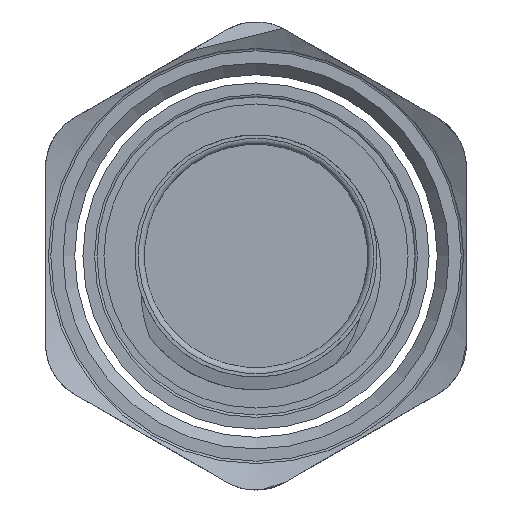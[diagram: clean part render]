
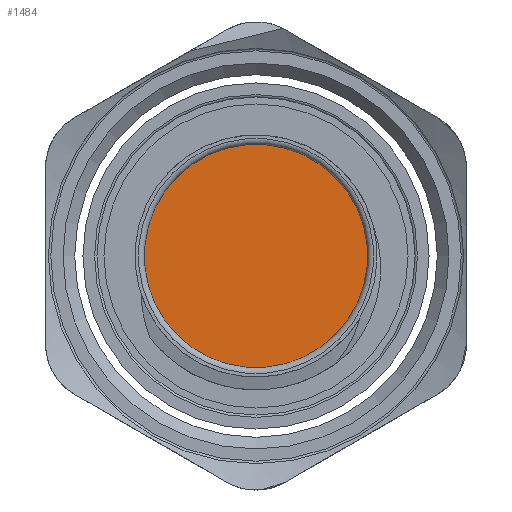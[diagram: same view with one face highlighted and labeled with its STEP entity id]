
A CAD part, front view. The second image highlights one B-rep face of the part: STEP entity #1484.
In plain terms, the highlighted planar face has unit normal (0, -1, 0).
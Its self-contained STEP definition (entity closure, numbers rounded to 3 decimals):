
#89=PLANE('',#1608);
#123=FACE_OUTER_BOUND('',#215,.T.);
#215=EDGE_LOOP('',(#937));
#377=CIRCLE('',#1609,9.55);
#569=VERTEX_POINT('',#2259);
#715=EDGE_CURVE('',#569,#569,#377,.T.);
#937=ORIENTED_EDGE('',*,*,#715,.F.);
#1484=ADVANCED_FACE('',(#123),#89,.T.);
#1608=AXIS2_PLACEMENT_3D('',#2258,#1780,#1781);
#1609=AXIS2_PLACEMENT_3D('',#2260,#1782,#1783);
#1780=DIRECTION('center_axis',(0.,-1.,0.));
#1781=DIRECTION('ref_axis',(0.,0.,-1.));
#1782=DIRECTION('center_axis',(0.,1.,0.));
#1783=DIRECTION('ref_axis',(0.966,0.,0.259));
#2258=CARTESIAN_POINT('Origin',(-10.525,-29.694,-2.331));
#2259=CARTESIAN_POINT('',(-19.749,-29.694,-4.802));
#2260=CARTESIAN_POINT('Origin',(-10.525,-29.694,-2.331));
